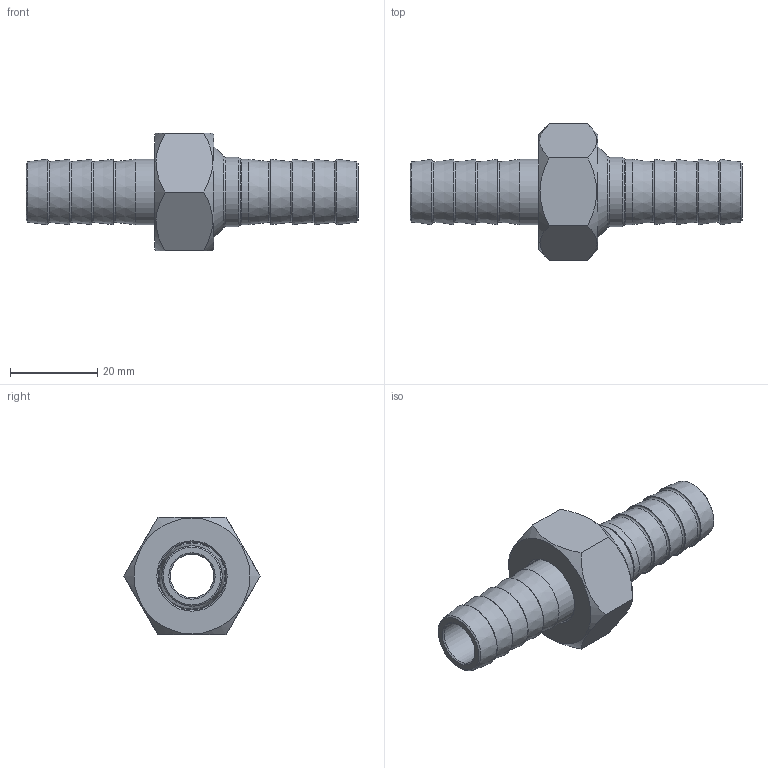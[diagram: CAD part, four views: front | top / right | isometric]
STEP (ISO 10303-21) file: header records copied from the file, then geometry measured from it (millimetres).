
FILE_DESCRIPTION(/* description */ (''),/* implementation_level */ '2;1');
FILE_NAME(/* name */ '3D_R666-SL-15-DN15-15_171130718.stp',/* time_stamp */ '2021-07-12T11:39:57+02:00',/* author */ ('cad'),/* organization */ (''),/* preprocessor_version */ 'ST-DEVELOPER v18.1',/* originating_system */ 'Autodesk Inventor 2022',/* authorisation */ '');
FILE_SCHEMA (('AUTOMOTIVE_DESIGN { 1 0 10303 214 3 1 1 }'));
Length unit declared in the file: millimetre
Products named in the file (4): 3D_R666-SL-15-DN15-15_171130718; 3D_R666-M-DN15_17113910; 3D_R666-SLG-15-DN15_17113825; 3D_R666-SLE-15-DN15_17113420
Assembly tree (3 placements, depth 2):
  3D_R666-SL-15-DN15-15_171130718
    3D_R666-M-DN15_17113910
    3D_R666-SLG-15-DN15_17113825
    3D_R666-SLE-15-DN15_17113420
Bounding box: 76 x 31.18 x 27 mm (x, y, z)
Volume: 13124.1 mm3; surface area: 9435.8 mm2
Topology: 3 solids, 3 shells, 69 faces, 149 edges, 96 vertices
Faces by surface type: cone 26, plane 22, torus 12, cylinder 9
Full cylindrical faces by diameter (mm): 10 x2, 15 x2, 15.5 x1, 16 x1, 18 x1, 18.631 x1, 20.9 x1
Entity records: 2062 total; most frequent: DIRECTION 385, CARTESIAN_POINT 345, ORIENTED_EDGE 298, AXIS2_PLACEMENT_3D 172, EDGE_CURVE 149, CIRCLE 96, VERTEX_POINT 96, EDGE_LOOP 85
